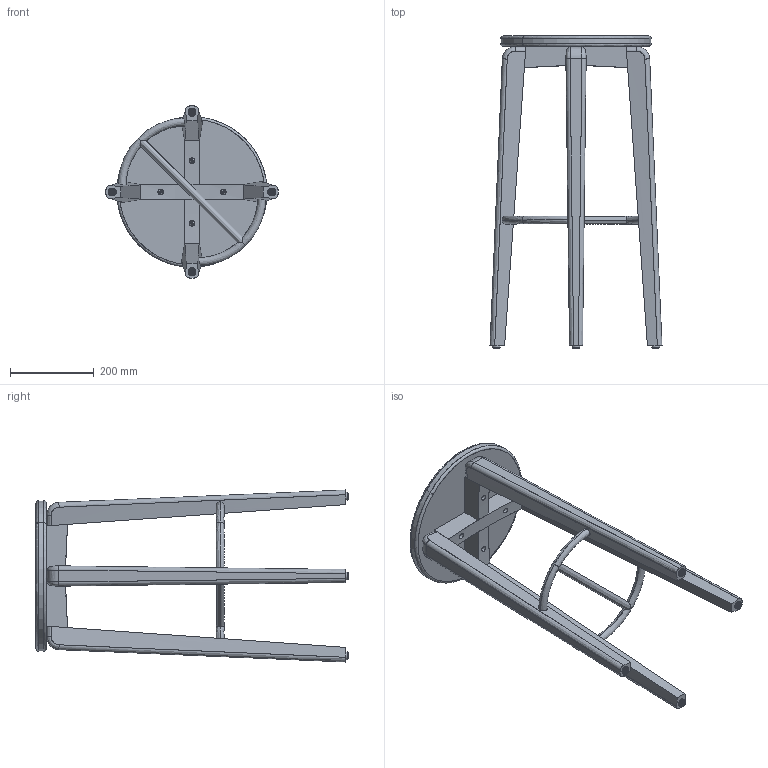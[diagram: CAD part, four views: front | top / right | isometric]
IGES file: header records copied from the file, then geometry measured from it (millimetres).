
Start section: SolidWorks IGES file using analytic representation for surfaces
Global section: file name: PY003.IGS; native system: SolidWorks 2016; preprocessor: SolidWorks 2016; author: Design; date: 161121.164828; units: millimetre
Bounding box: 411.5 x 746.5 x 411.5 mm (x, y, z)
Surface area: 884994 mm2 (no closed solid volume)
Topology: 0 solids, 0 shells, 1104 faces, 10839 edges, 10815 vertices
Faces by surface type: revolution 678, bspline 426
